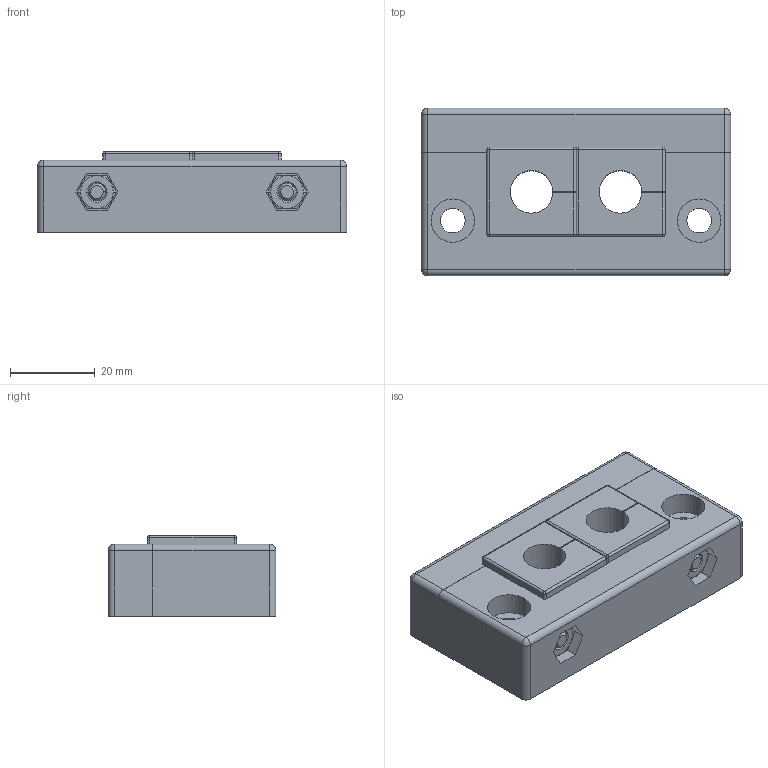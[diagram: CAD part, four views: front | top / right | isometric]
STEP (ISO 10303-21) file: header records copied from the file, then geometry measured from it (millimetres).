
FILE_DESCRIPTION(('STEP AP242'),'1');
FILE_NAME('42249.stp','2019-01-23T10:43:51',('TraceParts'),('TraceParts S.A.'),'Spatial InterOp 3D',' ',' ');
FILE_SCHEMA(('AP242_MANAGED_MODEL_BASED_3D_ENGINEERING_MIM_LF {1 0 10303 442 1 1 4}'));
Length unit declared in the file: millimetre
Products named in the file (1): 42249_1
Bounding box: 72.8 x 39.5 x 19 mm (x, y, z)
Volume: 46694 mm3; surface area: 21900.1 mm2
Topology: 8 solids, 8 shells, 237 faces, 558 edges, 336 vertices
Faces by surface type: plane 121, cylinder 80, cone 20, sphere 12, torus 4
Entity records: 6759 total; most frequent: CARTESIAN_POINT 1283, DIRECTION 1164, ORIENTED_EDGE 1092, EDGE_CURVE 546, AXIS2_PLACEMENT_3D 409, LINE 346, VECTOR 346, VERTEX_POINT 336
